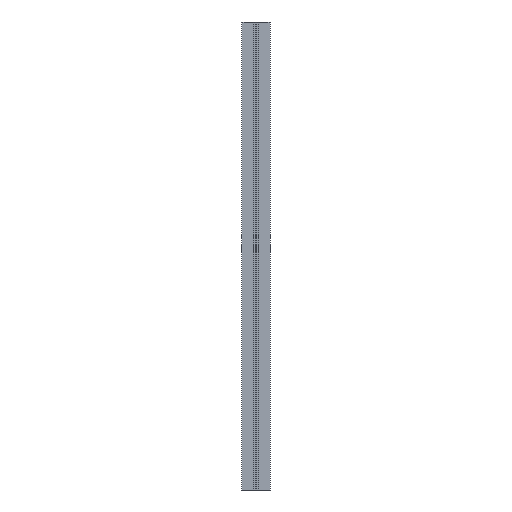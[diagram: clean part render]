
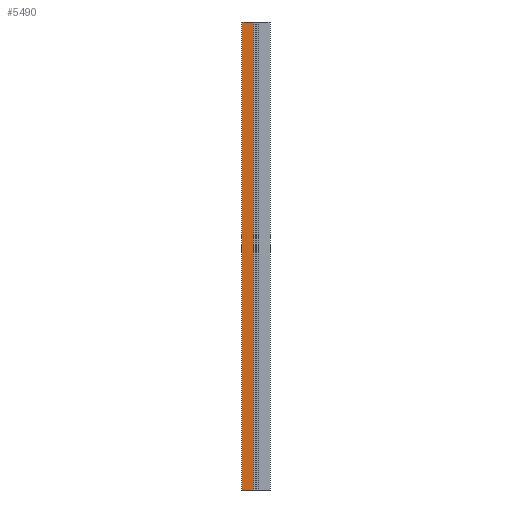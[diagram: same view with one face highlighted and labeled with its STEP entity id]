
A CAD part, front view. The second image highlights one B-rep face of the part: STEP entity #5490.
In plain terms, the highlighted planar face has unit normal (0, -1, 0).
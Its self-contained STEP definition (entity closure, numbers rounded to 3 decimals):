
#542=DIRECTION('',(1.,0.,0.));
#543=VECTOR('',#542,24.);
#544=CARTESIAN_POINT('',(-30.,-45.,0.));
#545=LINE('',#544,#543);
#2210=DIRECTION('',(1.,0.,0.));
#2211=VECTOR('',#2210,24.);
#2212=CARTESIAN_POINT('',(-30.,-45.,1000.));
#2213=LINE('',#2212,#2211);
#2881=DIRECTION('',(0.,0.,1.));
#2882=VECTOR('',#2881,1000.);
#2883=CARTESIAN_POINT('',(-30.,-45.,0.));
#2884=LINE('',#2883,#2882);
#2888=DIRECTION('',(0.,0.,1.));
#2889=VECTOR('',#2888,1000.);
#2890=CARTESIAN_POINT('',(-6.,-45.,0.));
#2891=LINE('',#2890,#2889);
#3669=CARTESIAN_POINT('',(-30.,-45.,0.));
#3670=CARTESIAN_POINT('',(-30.,-45.,1000.));
#3671=VERTEX_POINT('',#3669);
#3672=VERTEX_POINT('',#3670);
#3753=CARTESIAN_POINT('',(-6.,-45.,0.));
#3754=VERTEX_POINT('',#3753);
#3765=CARTESIAN_POINT('',(-6.,-45.,1000.));
#3766=VERTEX_POINT('',#3765);
#5478=CARTESIAN_POINT('',(-30.,-45.,0.));
#5479=DIRECTION('',(0.,-1.,0.));
#5480=DIRECTION('',(1.,0.,0.));
#5481=AXIS2_PLACEMENT_3D('',#5478,#5479,#5480);
#5482=PLANE('',#5481);
#5483=ORIENTED_EDGE('',*,*,#4332,.F.);
#5484=ORIENTED_EDGE('',*,*,#5158,.T.);
#5485=ORIENTED_EDGE('',*,*,#4850,.T.);
#5487=ORIENTED_EDGE('',*,*,#5486,.F.);
#5488=EDGE_LOOP('',(#5483,#5484,#5485,#5487));
#5489=FACE_OUTER_BOUND('',#5488,.F.);
#4332=EDGE_CURVE('',#3671,#3754,#545,.T.);
#4850=EDGE_CURVE('',#3672,#3766,#2213,.T.);
#5158=EDGE_CURVE('',#3671,#3672,#2884,.T.);
#5486=EDGE_CURVE('',#3754,#3766,#2891,.T.);
#5490=ADVANCED_FACE('',(#5489),#5482,.T.);
